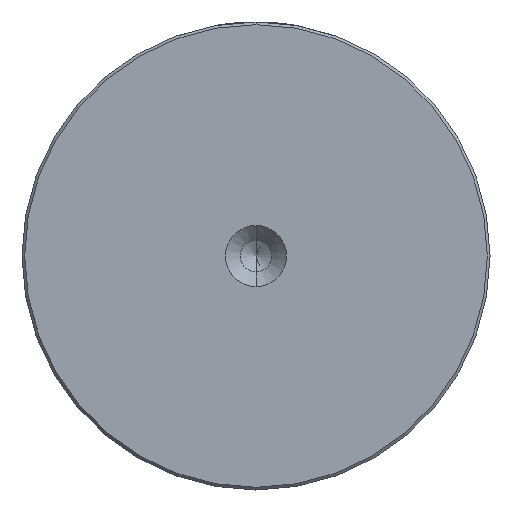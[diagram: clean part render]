
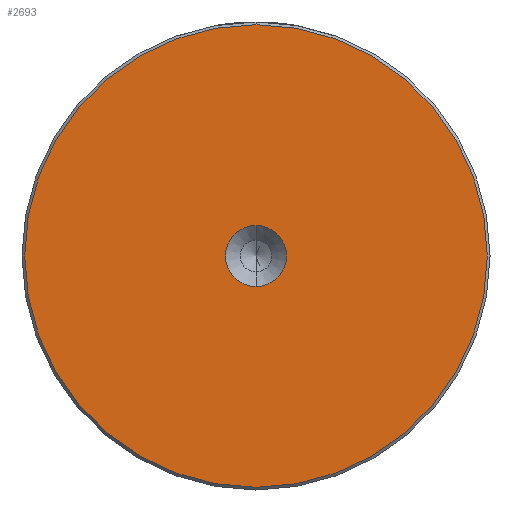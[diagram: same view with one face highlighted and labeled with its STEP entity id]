
A CAD part, left-side view. The second image highlights one B-rep face of the part: STEP entity #2693.
In plain terms, the highlighted planar face has unit normal (-1, 0, 0).
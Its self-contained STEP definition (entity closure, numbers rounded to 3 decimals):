
#138 = AXIS2_PLACEMENT_3D ( 'NONE', #2704, #2690, #2572 ) ;
#162 = DIRECTION ( 'NONE',  ( 0., 0., 1. ) ) ;
#173 = DIRECTION ( 'NONE',  ( -1., 0., 0. ) ) ;
#183 = CARTESIAN_POINT ( 'NONE',  ( 0., 0., 0. ) ) ;
#202 = FACE_OUTER_BOUND ( 'NONE', #1025, .T. ) ;
#249 = VERTEX_POINT ( 'NONE', #990 ) ;
#307 = ORIENTED_EDGE ( 'NONE', *, *, #424, .T. ) ;
#310 = CIRCLE ( 'NONE', #1271, 5.6 ) ;
#417 = ORIENTED_EDGE ( 'NONE', *, *, #755, .F. ) ;
#424 = EDGE_CURVE ( 'NONE', #249, #504, #1423, .T. ) ;
#477 = ORIENTED_EDGE ( 'NONE', *, *, #1346, .F. ) ;
#482 = VERTEX_POINT ( 'NONE', #2551 ) ;
#504 = VERTEX_POINT ( 'NONE', #1863 ) ;
#628 = DIRECTION ( 'NONE',  ( -1., 0., 0. ) ) ;
#743 = DIRECTION ( 'NONE',  ( -1., 0., 0. ) ) ;
#755 = EDGE_CURVE ( 'NONE', #482, #2319, #310, .T. ) ;
#829 = CARTESIAN_POINT ( 'NONE',  ( 0., 0., 0. ) ) ;
#990 = CARTESIAN_POINT ( 'NONE',  ( 0., 0., 42.5 ) ) ;
#995 = CARTESIAN_POINT ( 'NONE',  ( 0., 0., -5.6 ) ) ;
#1025 = EDGE_LOOP ( 'NONE', ( #1296, #307 ) ) ;
#1271 = AXIS2_PLACEMENT_3D ( 'NONE', #2198, #2185, #2176 ) ;
#1296 = ORIENTED_EDGE ( 'NONE', *, *, #2224, .T. ) ;
#1315 = CIRCLE ( 'NONE', #2081, 42.5 ) ;
#1346 = EDGE_CURVE ( 'NONE', #2319, #482, #1935, .T. ) ;
#1423 = CIRCLE ( 'NONE', #138, 42.5 ) ;
#1501 = PLANE ( 'NONE',  #2510 ) ;
#1863 = CARTESIAN_POINT ( 'NONE',  ( 0., 0., -42.5 ) ) ;
#1893 = FACE_BOUND ( 'NONE', #1941, .T. ) ;
#1935 = CIRCLE ( 'NONE', #2126, 5.6 ) ;
#1941 = EDGE_LOOP ( 'NONE', ( #417, #477 ) ) ;
#2020 = CARTESIAN_POINT ( 'NONE',  ( 0., 0., 0. ) ) ;
#2081 = AXIS2_PLACEMENT_3D ( 'NONE', #2020, #743, #2222 ) ;
#2113 = DIRECTION ( 'NONE',  ( 0., 0., 1. ) ) ;
#2126 = AXIS2_PLACEMENT_3D ( 'NONE', #183, #173, #162 ) ;
#2176 = DIRECTION ( 'NONE',  ( 0., 0., 1. ) ) ;
#2185 = DIRECTION ( 'NONE',  ( -1., 0., 0. ) ) ;
#2198 = CARTESIAN_POINT ( 'NONE',  ( 0., 0., 0. ) ) ;
#2222 = DIRECTION ( 'NONE',  ( 0., 0., 1. ) ) ;
#2224 = EDGE_CURVE ( 'NONE', #504, #249, #1315, .T. ) ;
#2319 = VERTEX_POINT ( 'NONE', #995 ) ;
#2510 = AXIS2_PLACEMENT_3D ( 'NONE', #829, #628, #2113 ) ;
#2551 = CARTESIAN_POINT ( 'NONE',  ( 0., 0., 5.6 ) ) ;
#2572 = DIRECTION ( 'NONE',  ( 0., 0., 1. ) ) ;
#2690 = DIRECTION ( 'NONE',  ( -1., 0., 0. ) ) ;
#2693 = ADVANCED_FACE ( 'NONE', ( #202, #1893 ), #1501, .T. ) ;
#2704 = CARTESIAN_POINT ( 'NONE',  ( 0., 0., 0. ) ) ;
